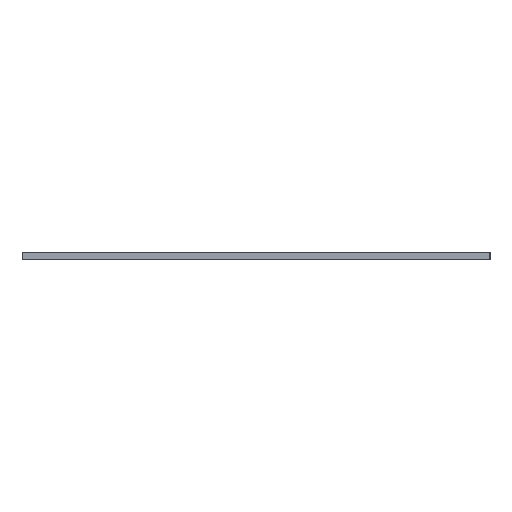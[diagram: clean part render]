
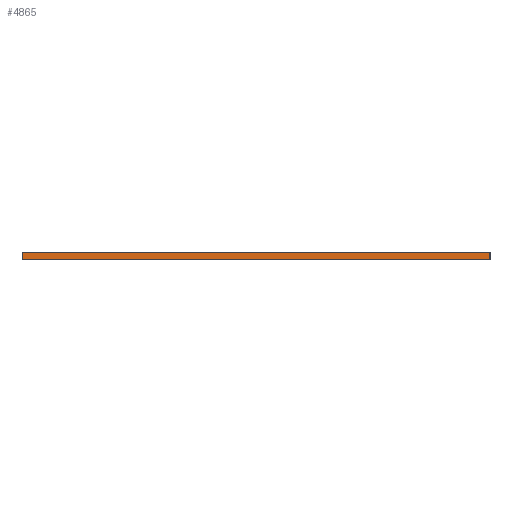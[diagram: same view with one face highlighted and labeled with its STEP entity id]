
A CAD part, left-side view. The second image highlights one B-rep face of the part: STEP entity #4865.
In plain terms, the highlighted planar face has unit normal (-1, 0, 0).
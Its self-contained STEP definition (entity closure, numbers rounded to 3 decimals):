
#432=PLANE('',#5506);
#645=FACE_OUTER_BOUND('',#858,.T.);
#858=EDGE_LOOP('',(#4022,#4023,#4024,#4025));
#1483=LINE('',#8232,#1702);
#1491=LINE('',#8247,#1710);
#1492=LINE('',#8249,#1711);
#1493=LINE('',#8250,#1712);
#1702=VECTOR('',#6963,10.);
#1710=VECTOR('',#6975,10.);
#1711=VECTOR('',#6978,10.);
#1712=VECTOR('',#6979,10.);
#2542=VERTEX_POINT('',#8229);
#2543=VERTEX_POINT('',#8231);
#2547=VERTEX_POINT('',#8243);
#2548=VERTEX_POINT('',#8245);
#3171=EDGE_CURVE('',#2542,#2543,#1483,.T.);
#3179=EDGE_CURVE('',#2547,#2548,#1491,.T.);
#3180=EDGE_CURVE('',#2542,#2547,#1492,.T.);
#3181=EDGE_CURVE('',#2543,#2548,#1493,.T.);
#4022=ORIENTED_EDGE('',*,*,#3180,.T.);
#4023=ORIENTED_EDGE('',*,*,#3179,.T.);
#4024=ORIENTED_EDGE('',*,*,#3181,.F.);
#4025=ORIENTED_EDGE('',*,*,#3171,.F.);
#4865=ADVANCED_FACE('',(#645),#432,.T.);
#5506=AXIS2_PLACEMENT_3D('',#8248,#6976,#6977);
#6963=DIRECTION('',(0.,0.,1.));
#6975=DIRECTION('',(0.,0.,1.));
#6976=DIRECTION('center_axis',(-1.,0.,0.));
#6977=DIRECTION('ref_axis',(0.,-1.,0.));
#6978=DIRECTION('',(0.,-1.,0.));
#6979=DIRECTION('',(0.,-1.,0.));
#8229=CARTESIAN_POINT('',(2.832,-2.94,0.));
#8231=CARTESIAN_POINT('',(2.832,-2.94,1.6));
#8232=CARTESIAN_POINT('',(2.832,-2.94,0.));
#8243=CARTESIAN_POINT('',(2.832,-102.,0.));
#8245=CARTESIAN_POINT('',(2.832,-102.,1.6));
#8247=CARTESIAN_POINT('',(2.832,-102.,0.));
#8248=CARTESIAN_POINT('Origin',(2.832,-2.94,0.));
#8249=CARTESIAN_POINT('',(2.832,-2.94,0.));
#8250=CARTESIAN_POINT('',(2.832,-2.94,1.6));
